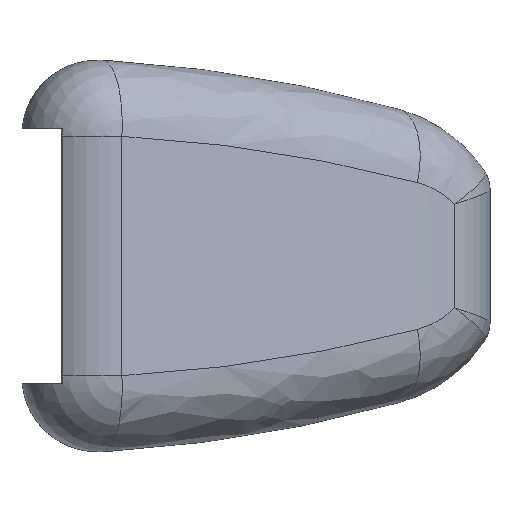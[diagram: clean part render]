
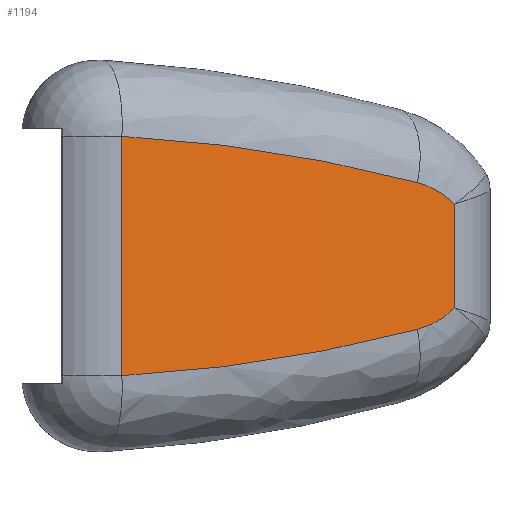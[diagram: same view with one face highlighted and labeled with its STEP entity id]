
A CAD part, front view. The second image highlights one B-rep face of the part: STEP entity #1194.
In plain terms, the highlighted cylindrical face has radius 100 mm (diameter 200 mm), a partial arc.
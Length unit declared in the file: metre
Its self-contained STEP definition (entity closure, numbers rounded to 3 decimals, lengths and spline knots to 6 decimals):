
#142=LINE('',#1980,#201);
#143=LINE('',#1992,#202);
#201=VECTOR('',#1493,1.);
#202=VECTOR('',#1494,1.);
#314=ORIENTED_EDGE('',*,*,#684,.T.);
#315=ORIENTED_EDGE('',*,*,#685,.T.);
#316=ORIENTED_EDGE('',*,*,#686,.T.);
#317=ORIENTED_EDGE('',*,*,#687,.T.);
#318=ORIENTED_EDGE('',*,*,#688,.T.);
#319=ORIENTED_EDGE('',*,*,#689,.T.);
#684=EDGE_CURVE('',#866,#867,#941,.T.);
#685=EDGE_CURVE('',#867,#868,#142,.F.);
#686=EDGE_CURVE('',#868,#869,#942,.T.);
#687=EDGE_CURVE('',#869,#870,#943,.T.);
#688=EDGE_CURVE('',#870,#871,#143,.T.);
#689=EDGE_CURVE('',#871,#866,#944,.T.);
#866=VERTEX_POINT('',#1978);
#867=VERTEX_POINT('',#1979);
#868=VERTEX_POINT('',#1981);
#869=VERTEX_POINT('',#1986);
#870=VERTEX_POINT('',#1991);
#871=VERTEX_POINT('',#1993);
#941=B_SPLINE_CURVE_WITH_KNOTS('',3,(#1974,#1975,#1976,#1977),
 .UNSPECIFIED.,.F.,.F.,(4,4),(0.,0.003215),
 .UNSPECIFIED.);
#942=B_SPLINE_CURVE_WITH_KNOTS('',3,(#1982,#1983,#1984,#1985),
 .UNSPECIFIED.,.F.,.F.,(4,4),(0.,0.003248),.UNSPECIFIED.);
#943=B_SPLINE_CURVE_WITH_KNOTS('',3,(#1987,#1988,#1989,#1990),
 .UNSPECIFIED.,.F.,.F.,(4,4),(0.,0.021553),.UNSPECIFIED.);
#944=B_SPLINE_CURVE_WITH_KNOTS('',3,(#1994,#1995,#1996,#1997),
 .UNSPECIFIED.,.F.,.F.,(4,4),(0.,0.021553),.UNSPECIFIED.);
#990=EDGE_LOOP('',(#314,#315,#316,#317,#318,#319));
#1073=FACE_BOUND('',#990,.T.);
#1154=CYLINDRICAL_SURFACE('',#1303,0.1);
#1194=ADVANCED_FACE('',(#1073),#1154,.T.);
#1303=AXIS2_PLACEMENT_3D('',#1973,#1491,#1492);
#1491=DIRECTION('',(0.,0.,-1.));
#1492=DIRECTION('',(-1.,0.,0.));
#1493=DIRECTION('',(0.,0.,-1.));
#1494=DIRECTION('',(0.,0.,-1.));
#1973=CARTESIAN_POINT('',(0.0147,0.069139,0.013002));
#1974=CARTESIAN_POINT('',(0.065873,-0.016776,-0.004819));
#1975=CARTESIAN_POINT('',(0.066782,-0.016234,-0.00458));
#1976=CARTESIAN_POINT('',(0.067627,-0.01571,-0.004115));
#1977=CARTESIAN_POINT('',(0.068322,-0.015269,-0.003406));
#1978=CARTESIAN_POINT('',(0.065873,-0.016776,-0.004819));
#1979=CARTESIAN_POINT('',(0.068322,-0.015269,-0.003406));
#1980=CARTESIAN_POINT('',(0.068322,-0.015269,0.013002));
#1981=CARTESIAN_POINT('',(0.068322,-0.015269,0.003406));
#1982=CARTESIAN_POINT('',(0.068322,-0.015269,0.003406));
#1983=CARTESIAN_POINT('',(0.067627,-0.01571,0.004115));
#1984=CARTESIAN_POINT('',(0.066782,-0.016234,0.00458));
#1985=CARTESIAN_POINT('',(0.065873,-0.016776,0.004819));
#1986=CARTESIAN_POINT('',(0.065873,-0.016776,0.004819));
#1987=CARTESIAN_POINT('',(0.065873,-0.016776,0.004819));
#1988=CARTESIAN_POINT('',(0.059799,-0.020393,0.006416));
#1989=CARTESIAN_POINT('',(0.05335,-0.023374,0.007485));
#1990=CARTESIAN_POINT('',(0.04648,-0.025677,0.007858));
#1991=CARTESIAN_POINT('',(0.04648,-0.025677,0.007858));
#1992=CARTESIAN_POINT('',(0.04648,-0.025677,0.013002));
#1993=CARTESIAN_POINT('',(0.04648,-0.025677,-0.007858));
#1994=CARTESIAN_POINT('',(0.04648,-0.025677,-0.007858));
#1995=CARTESIAN_POINT('',(0.05335,-0.023374,-0.007485));
#1996=CARTESIAN_POINT('',(0.059799,-0.020393,-0.006416));
#1997=CARTESIAN_POINT('',(0.065873,-0.016776,-0.004819));
